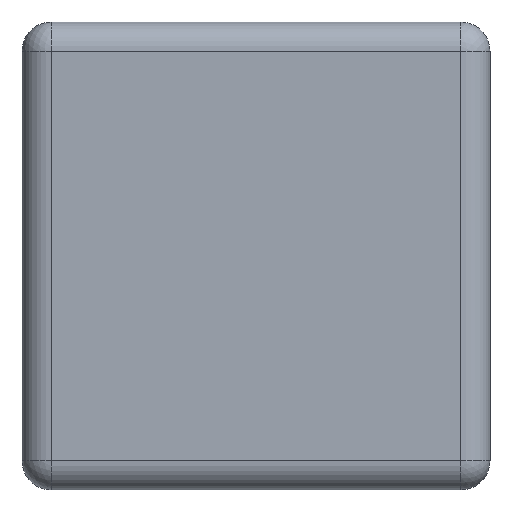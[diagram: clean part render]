
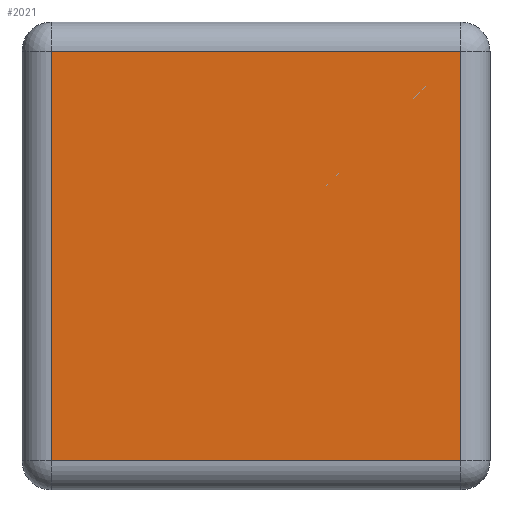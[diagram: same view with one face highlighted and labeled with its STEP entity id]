
A CAD part, left-side view. The second image highlights one B-rep face of the part: STEP entity #2021.
In plain terms, the highlighted planar face has unit normal (-1, 0, 0).
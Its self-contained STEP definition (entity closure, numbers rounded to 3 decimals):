
#561=DIRECTION('',(0.,1.,0.));
#562=VECTOR('',#561,0.7);
#563=CARTESIAN_POINT('',(-0.8,-0.35,0.05));
#564=LINE('',#563,#562);
#565=DIRECTION('',(0.,0.,-1.));
#566=VECTOR('',#565,0.7);
#567=CARTESIAN_POINT('',(-0.8,0.35,0.75));
#568=LINE('',#567,#566);
#569=DIRECTION('',(0.,-1.,0.));
#570=VECTOR('',#569,0.7);
#571=CARTESIAN_POINT('',(-0.8,0.35,0.75));
#572=LINE('',#571,#570);
#573=DIRECTION('',(0.,0.,-1.));
#574=VECTOR('',#573,0.7);
#575=CARTESIAN_POINT('',(-0.8,-0.35,0.75));
#576=LINE('',#575,#574);
#1018=CARTESIAN_POINT('',(-0.8,-0.35,0.05));
#1019=CARTESIAN_POINT('',(-0.8,0.35,0.05));
#1020=VERTEX_POINT('',#1018);
#1021=VERTEX_POINT('',#1019);
#1026=CARTESIAN_POINT('',(-0.8,0.35,0.75));
#1027=CARTESIAN_POINT('',(-0.8,-0.35,0.75));
#1028=VERTEX_POINT('',#1026);
#1029=VERTEX_POINT('',#1027);
#2007=CARTESIAN_POINT('',(-0.8,0.4,0.));
#2008=DIRECTION('',(-1.,0.,0.));
#2009=DIRECTION('',(0.,-1.,0.));
#2010=AXIS2_PLACEMENT_3D('',#2007,#2008,#2009);
#2011=PLANE('',#2010);
#2013=ORIENTED_EDGE('',*,*,#2012,.T.);
#2015=ORIENTED_EDGE('',*,*,#2014,.F.);
#2017=ORIENTED_EDGE('',*,*,#2016,.T.);
#2018=ORIENTED_EDGE('',*,*,#1993,.T.);
#2019=EDGE_LOOP('',(#2013,#2015,#2017,#2018));
#2020=FACE_OUTER_BOUND('',#2019,.F.);
#1993=EDGE_CURVE('',#1029,#1020,#576,.T.);
#2012=EDGE_CURVE('',#1020,#1021,#564,.T.);
#2014=EDGE_CURVE('',#1028,#1021,#568,.T.);
#2016=EDGE_CURVE('',#1028,#1029,#572,.T.);
#2021=ADVANCED_FACE('',(#2020),#2011,.T.);
